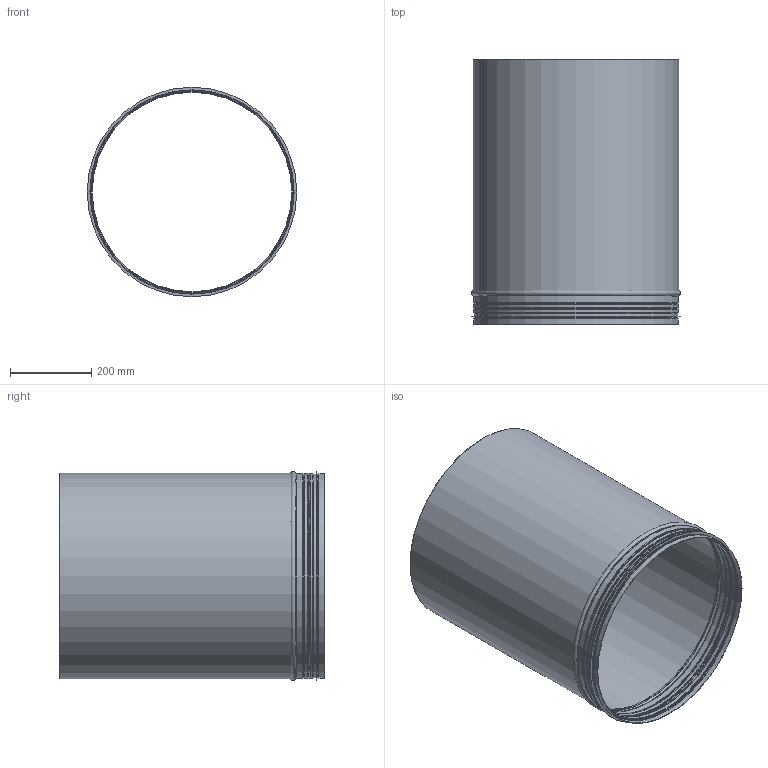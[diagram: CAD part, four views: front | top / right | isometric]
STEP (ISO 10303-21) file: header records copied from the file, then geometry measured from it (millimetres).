
FILE_DESCRIPTION(/* description */ ('Långmuff'),/* implementation_level */ '2;1');
FILE_NAME(/* name */ 'CD3-0010.stp',/* time_stamp */ '2017-02-16T23:27:15-08:00',/* author */ ('CAD'),/* organization */ (''),/* preprocessor_version */ 'ST-DEVELOPER v16.5',/* originating_system */ 'Autodesk Inventor 2017',/* authorisation */ '');
FILE_SCHEMA (('AUTOMOTIVE_DESIGN { 1 0 10303 214 3 1 1 }'));
Length unit declared in the file: millimetre
Products named in the file (5): HILMH-7; HILMH-AA-7; HILMH-AB-7; HIK-AA-8; HIK-AB-8
Assembly tree (4 placements, depth 2):
  HILMH-7
    HILMH-AA-7
    HILMH-AB-7
    HIK-AA-8
    HIK-AB-8
Bounding box: 514.6 x 650 x 514.6 mm (x, y, z)
Volume: 1129475.3 mm3; surface area: 2217309.7 mm2
Topology: 4 solids, 4 shells, 102 faces, 200 edges, 106 vertices
Faces by surface type: plane 47, torus 26, cylinder 19, cone 10
Full cylindrical faces by diameter (mm): 490 x1, 492 x1, 495 x1, 497 x3, 500 x4, 500.6 x2, 501.6 x1, 502 x3, 502.7 x1, 504.7 x1, 514.6 x1
Entity records: 2734 total; most frequent: DIRECTION 510, CARTESIAN_POINT 403, ORIENTED_EDGE 372, AXIS2_PLACEMENT_3D 213, EDGE_CURVE 186, EDGE_LOOP 120, VERTEX_POINT 106, STYLED_ITEM 106
